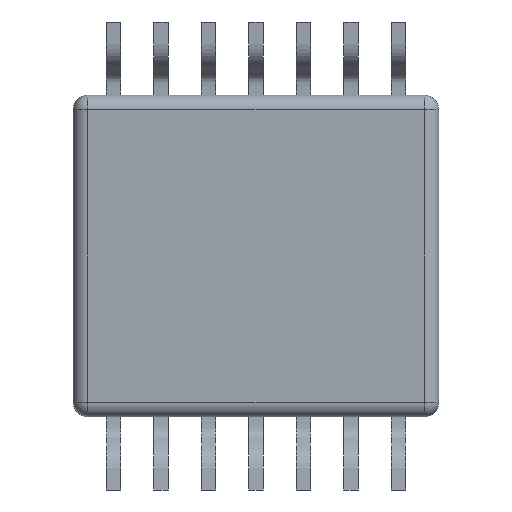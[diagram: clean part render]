
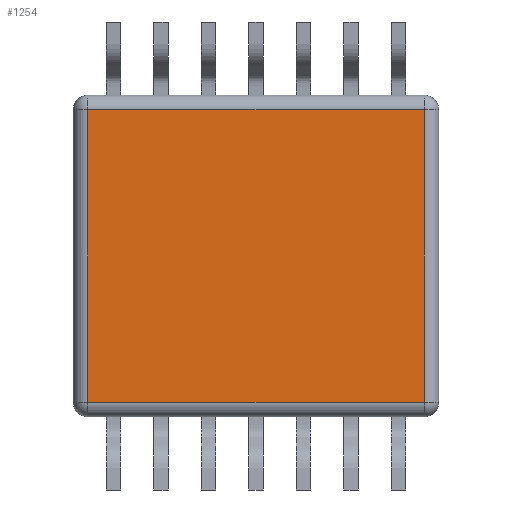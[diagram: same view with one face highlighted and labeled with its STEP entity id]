
A CAD part, front view. The second image highlights one B-rep face of the part: STEP entity #1254.
In plain terms, the highlighted planar face has unit normal (0, -1, 0).
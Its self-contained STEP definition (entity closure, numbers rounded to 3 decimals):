
#140 = EDGE_CURVE ( 'NONE', #3247, #238, #2037, .T. ) ;
#221 = EDGE_LOOP ( 'NONE', ( #575, #1555, #2045, #2283 ) ) ;
#238 = VERTEX_POINT ( 'NONE', #931 ) ;
#329 = DIRECTION ( 'NONE',  ( -1., 0., 0. ) ) ;
#468 = CARTESIAN_POINT ( 'NONE',  ( 2.3, -0.45, -2. ) ) ;
#567 = VECTOR ( 'NONE', #1136, 1000. ) ;
#575 = ORIENTED_EDGE ( 'NONE', *, *, #2835, .T. ) ;
#630 = LINE ( 'NONE', #2130, #3674 ) ;
#729 = DIRECTION ( 'NONE',  ( 0., 0., -1. ) ) ;
#875 = CARTESIAN_POINT ( 'NONE',  ( 2.3, -0.45, 2. ) ) ;
#903 = CARTESIAN_POINT ( 'NONE',  ( 2.3, -0.45, 2.2 ) ) ;
#931 = CARTESIAN_POINT ( 'NONE',  ( -2.3, -0.45, -2. ) ) ;
#1046 = DIRECTION ( 'NONE',  ( 0., -1., 0. ) ) ;
#1050 = VERTEX_POINT ( 'NONE', #875 ) ;
#1136 = DIRECTION ( 'NONE',  ( 0., 0., -1. ) ) ;
#1254 = ADVANCED_FACE ( 'NONE', ( #2708 ), #3442, .T. ) ;
#1495 = EDGE_CURVE ( 'NONE', #238, #3385, #630, .T. ) ;
#1555 = ORIENTED_EDGE ( 'NONE', *, *, #140, .T. ) ;
#1676 = CARTESIAN_POINT ( 'NONE',  ( 0., -0.45, 0. ) ) ;
#2037 = LINE ( 'NONE', #3784, #567 ) ;
#2045 = ORIENTED_EDGE ( 'NONE', *, *, #1495, .T. ) ;
#2092 = LINE ( 'NONE', #2742, #2187 ) ;
#2130 = CARTESIAN_POINT ( 'NONE',  ( 2.5, -0.45, -2. ) ) ;
#2182 = EDGE_CURVE ( 'NONE', #3385, #1050, #3635, .T. ) ;
#2187 = VECTOR ( 'NONE', #329, 1000. ) ;
#2283 = ORIENTED_EDGE ( 'NONE', *, *, #2182, .T. ) ;
#2708 = FACE_OUTER_BOUND ( 'NONE', #221, .T. ) ;
#2742 = CARTESIAN_POINT ( 'NONE',  ( -2.5, -0.45, 2. ) ) ;
#2763 = CARTESIAN_POINT ( 'NONE',  ( -2.3, -0.45, 2. ) ) ;
#2835 = EDGE_CURVE ( 'NONE', #1050, #3247, #2092, .T. ) ;
#2981 = DIRECTION ( 'NONE',  ( 0., 0., 1. ) ) ;
#3223 = VECTOR ( 'NONE', #2981, 1000. ) ;
#3247 = VERTEX_POINT ( 'NONE', #2763 ) ;
#3335 = DIRECTION ( 'NONE',  ( 1., 0., 0. ) ) ;
#3381 = AXIS2_PLACEMENT_3D ( 'NONE', #1676, #1046, #729 ) ;
#3385 = VERTEX_POINT ( 'NONE', #468 ) ;
#3442 = PLANE ( 'NONE',  #3381 ) ;
#3635 = LINE ( 'NONE', #903, #3223 ) ;
#3674 = VECTOR ( 'NONE', #3335, 1000. ) ;
#3784 = CARTESIAN_POINT ( 'NONE',  ( -2.3, -0.45, -2.2 ) ) ;
